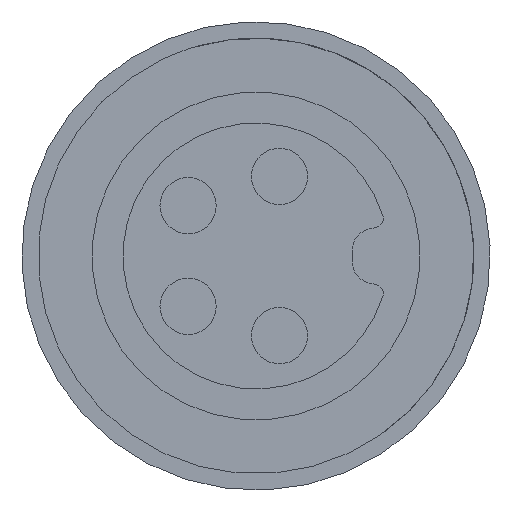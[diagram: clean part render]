
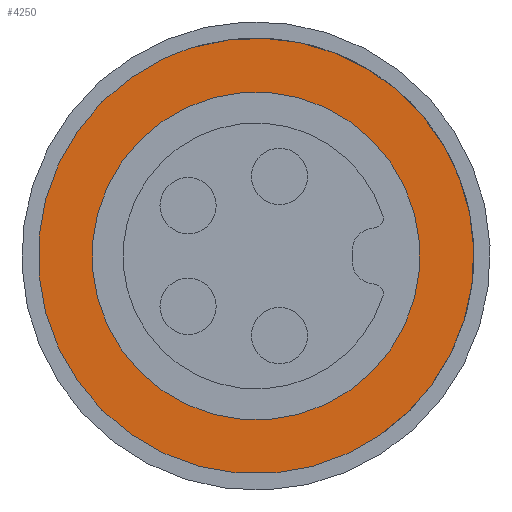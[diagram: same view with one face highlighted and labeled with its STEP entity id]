
A CAD part, left-side view. The second image highlights one B-rep face of the part: STEP entity #4250.
In plain terms, the highlighted face is planar.
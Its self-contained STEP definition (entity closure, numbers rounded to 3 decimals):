
#3650=CARTESIAN_POINT('',(24.697,29.895,13.535))
;
#3660=VERTEX_POINT('',#3650);
#3690=CARTESIAN_POINT('',(20.483,31.86,13.535));
#3700=DIRECTION('',(0.,0.,1.));
#3710=DIRECTION('',(-0.906,0.423,
0.));
#3720=AXIS2_PLACEMENT_3D('',#3690,#3700,#3710);
#3730=CIRCLE('',#3720,4.65);
#3740=CARTESIAN_POINT('',(16.033,33.21,13.535));
#3750=VERTEX_POINT('',#3740);
#3760=EDGE_CURVE('',#3750,#3660,#3730,.T.);
#3780=CARTESIAN_POINT('',(16.268,33.825,13.535))
;
#3790=VERTEX_POINT('',#3780);
#3800=EDGE_CURVE('',#3790,#3750,#3730,.T.);
#3990=CARTESIAN_POINT('',(22.246,35.642,13.535))
;
#4000=DIRECTION('',(0.,0.,1.));
#4010=DIRECTION('',(0.423,0.906,
0.));
#4020=AXIS2_PLACEMENT_3D('',#3990,#4000,#4010);
#4030=PLANE('',#4020);
#4040=CARTESIAN_POINT('',(20.483,31.86,13.535));
#4050=DIRECTION('',(0.,0.,-1.));
#4060=DIRECTION('',(-0.906,0.423,
0.));
#4070=AXIS2_PLACEMENT_3D('',#4040,#4050,#4060);
#4080=CIRCLE('',#4070,3.5);
#4090=CARTESIAN_POINT('',(17.311,33.339,13.535))
;
#4100=VERTEX_POINT('',#4090);
#4110=CARTESIAN_POINT('',(23.655,30.381,13.535))
;
#4120=VERTEX_POINT('',#4110);
#4130=EDGE_CURVE('',#4100,#4120,#4080,.T.);
#4140=ORIENTED_EDGE('',*,*,#4130,.F.);
#4150=EDGE_CURVE('',#4120,#4100,#4080,.T.);
#4160=ORIENTED_EDGE('',*,*,#4150,.F.);
#4170=EDGE_LOOP('',(#4160,#4140));
#4180=FACE_BOUND('',#4170,.T.);
#4190=ORIENTED_EDGE('',*,*,#3760,.F.);
#4200=EDGE_CURVE('',#3660,#3790,#3730,.T.);
#4210=ORIENTED_EDGE('',*,*,#4200,.F.);
#4220=ORIENTED_EDGE('',*,*,#3800,.F.);
#4230=EDGE_LOOP('',(#4220,#4210,#4190));
#4240=FACE_OUTER_BOUND('',#4230,.T.);
#4250=ADVANCED_FACE('',(#4180,#4240),#4030,.F.);
